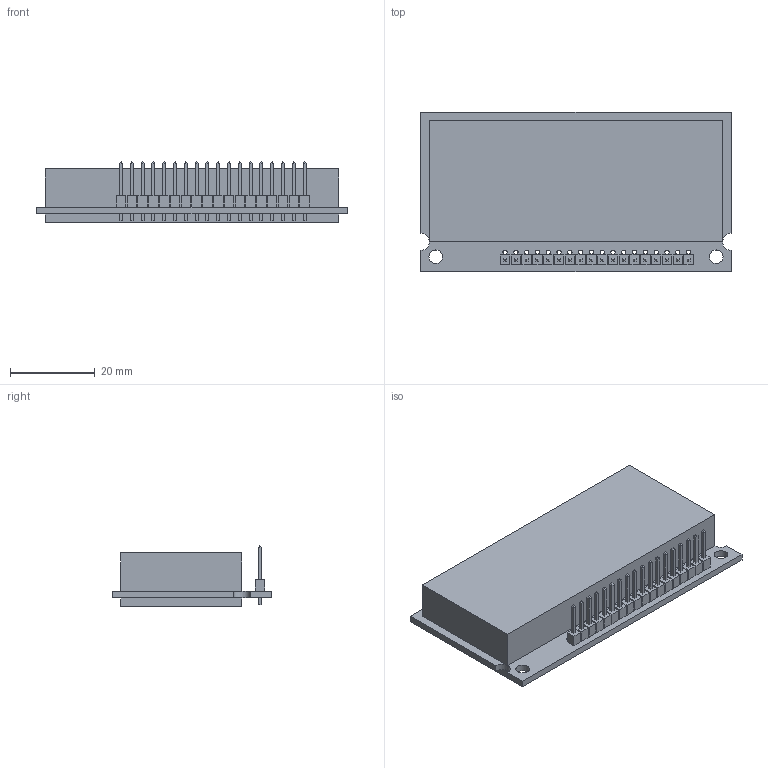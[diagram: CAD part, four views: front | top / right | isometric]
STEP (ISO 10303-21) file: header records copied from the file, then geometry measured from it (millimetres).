
FILE_DESCRIPTION(/* description */ ('Alibre Inc.'),/* implementation_level */ '2;1');
FILE_NAME(/* name */ 'export0',/* time_stamp */ '2016-06-23T12:11:44+02:00',/* author */ (''),/* organization */ (''),/* preprocessor_version */ 'ST-DEVELOPER v14',/* originating_system */ 'Alibre',/* authorisation */ '');
FILE_SCHEMA (('AUTOMOTIVE_DESIGN'));
Length unit declared in the file: centimetre
Products named in the file (7): ID_1
Bounding box: 73 x 37.5 x 14.35 mm (x, y, z)
Volume: 26290.1 mm3; surface area: 17279.6 mm2
Topology: 39 solids, 39 shells, 330 faces, 666 edges, 414 vertices
Faces by surface type: plane 290, cylinder 40
Full cylindrical faces by diameter (mm): 1.016 x36, 3.2 x2
Entity records: 2596 total; most frequent: DIRECTION 439, CARTESIAN_POINT 398, ORIENTED_EDGE 304, AXIS2_PLACEMENT_3D 201, EDGE_LOOP 189, FACE_BOUND 189, EDGE_CURVE 152, VERTEX_POINT 125
